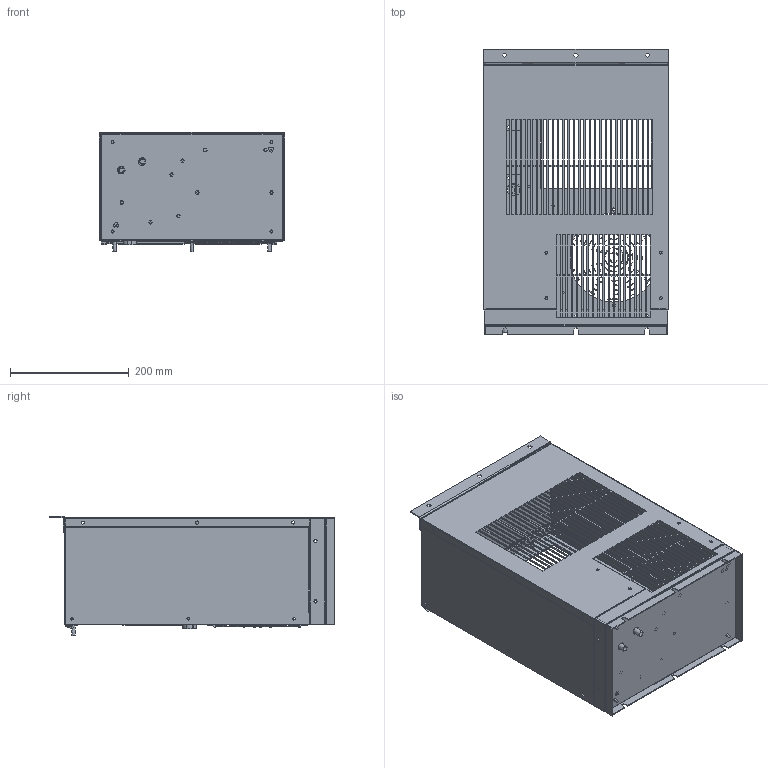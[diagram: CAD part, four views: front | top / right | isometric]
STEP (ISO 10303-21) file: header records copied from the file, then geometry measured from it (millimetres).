
FILE_DESCRIPTION((''),'2;1');
FILE_NAME('KA4C2DP17L.stp','2011-08-05T08:48:41', ('User'),('SDRC'),'I-DEAS Master Series','UNIX','Yes');
FILE_SCHEMA(('CONFIG_CONTROL_DESIGN', 'GEOMETRIC_VALIDATION_PROPERTIES_MIM','SHAPE_APPEARANCE_LAYER_MIM'));
Length unit declared in the file: inch
Bounding box: 311.94 x 479.82 x 200.12 mm (x, y, z)
Volume: 547346.4 mm3; surface area: 1255280.2 mm2
Topology: 60 solids, 63 shells, 1341 faces, 3469 edges, 2244 vertices
Faces by surface type: bspline 1341
Entity records: 42472 total; most frequent: CARTESIAN_POINT 20881, ORIENTED_EDGE 6976, EDGE_CURVE 3508, QUASI_UNIFORM_CURVE 2310, VERTEX_POINT 2283, EDGE_LOOP 1816, FACE_OUTER_BOUND 1341, ADVANCED_FACE 1341
